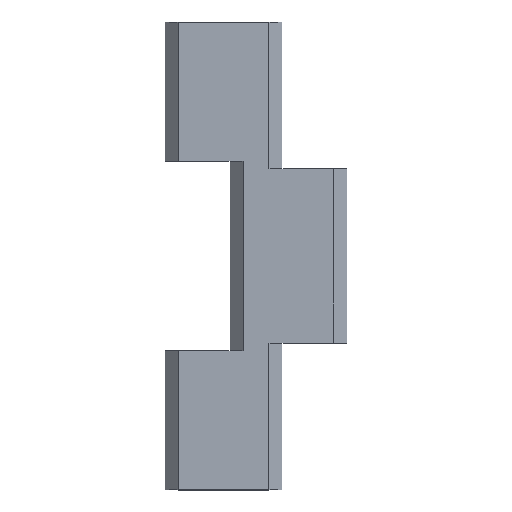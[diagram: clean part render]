
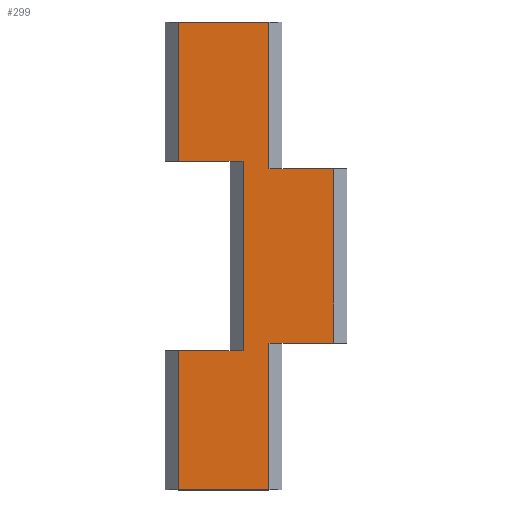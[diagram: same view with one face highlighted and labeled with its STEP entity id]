
A CAD part, top view. The second image highlights one B-rep face of the part: STEP entity #299.
In plain terms, the highlighted planar face has unit normal (0, 0, 1).
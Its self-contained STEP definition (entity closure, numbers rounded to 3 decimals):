
#32 = VERTEX_POINT('',#33);
#33 = CARTESIAN_POINT('',(1.,-18.,7.));
#39 = EDGE_CURVE('',#32,#40,#42,.T.);
#40 = VERTEX_POINT('',#41);
#41 = CARTESIAN_POINT('',(-6.,-18.,7.));
#42 = LINE('',#43,#44);
#43 = CARTESIAN_POINT('',(2.,-18.,7.));
#44 = VECTOR('',#45,1.);
#45 = DIRECTION('',(-1.,0.,0.));
#162 = VERTEX_POINT('',#163);
#163 = CARTESIAN_POINT('',(1.,-6.7,7.));
#169 = EDGE_CURVE('',#32,#162,#170,.T.);
#170 = LINE('',#171,#172);
#171 = CARTESIAN_POINT('',(1.,-18.,7.));
#172 = VECTOR('',#173,1.);
#173 = DIRECTION('',(0.,1.,0.));
#299 = ADVANCED_FACE('',(#300),#414,.F.);
#300 = FACE_BOUND('',#301,.F.);
#301 = EDGE_LOOP('',(#302,#303,#311,#319,#327,#335,#343,#351,#359,#367,
    #375,#383,#391,#399,#407,#413));
#302 = ORIENTED_EDGE('',*,*,#39,.T.);
#303 = ORIENTED_EDGE('',*,*,#304,.F.);
#304 = EDGE_CURVE('',#305,#40,#307,.T.);
#305 = VERTEX_POINT('',#306);
#306 = CARTESIAN_POINT('',(-6.,-7.3,7.));
#307 = LINE('',#308,#309);
#308 = CARTESIAN_POINT('',(-6.,-7.3,7.));
#309 = VECTOR('',#310,1.);
#310 = DIRECTION('',(0.,-1.,0.));
#311 = ORIENTED_EDGE('',*,*,#312,.F.);
#312 = EDGE_CURVE('',#313,#305,#315,.T.);
#313 = VERTEX_POINT('',#314);
#314 = CARTESIAN_POINT('',(-2.,-7.3,7.));
#315 = LINE('',#316,#317);
#316 = CARTESIAN_POINT('',(-2.,-7.3,7.));
#317 = VECTOR('',#318,1.);
#318 = DIRECTION('',(-1.,0.,0.));
#319 = ORIENTED_EDGE('',*,*,#320,.T.);
#320 = EDGE_CURVE('',#313,#321,#323,.T.);
#321 = VERTEX_POINT('',#322);
#322 = CARTESIAN_POINT('',(-1.,-7.3,7.));
#323 = LINE('',#324,#325);
#324 = CARTESIAN_POINT('',(-1.386,-7.3,7.));
#325 = VECTOR('',#326,1.);
#326 = DIRECTION('',(1.,0.,0.));
#327 = ORIENTED_EDGE('',*,*,#328,.F.);
#328 = EDGE_CURVE('',#329,#321,#331,.T.);
#329 = VERTEX_POINT('',#330);
#330 = CARTESIAN_POINT('',(-1.,7.3,7.));
#331 = LINE('',#332,#333);
#332 = CARTESIAN_POINT('',(-1.,7.3,7.));
#333 = VECTOR('',#334,1.);
#334 = DIRECTION('',(0.,-1.,0.));
#335 = ORIENTED_EDGE('',*,*,#336,.F.);
#336 = EDGE_CURVE('',#337,#329,#339,.T.);
#337 = VERTEX_POINT('',#338);
#338 = CARTESIAN_POINT('',(-2.,7.3,7.));
#339 = LINE('',#340,#341);
#340 = CARTESIAN_POINT('',(-3.886,7.3,7.));
#341 = VECTOR('',#342,1.);
#342 = DIRECTION('',(1.,0.,0.));
#343 = ORIENTED_EDGE('',*,*,#344,.F.);
#344 = EDGE_CURVE('',#345,#337,#347,.T.);
#345 = VERTEX_POINT('',#346);
#346 = CARTESIAN_POINT('',(-6.,7.3,7.));
#347 = LINE('',#348,#349);
#348 = CARTESIAN_POINT('',(-7.,7.3,7.));
#349 = VECTOR('',#350,1.);
#350 = DIRECTION('',(1.,0.,0.));
#351 = ORIENTED_EDGE('',*,*,#352,.F.);
#352 = EDGE_CURVE('',#353,#345,#355,.T.);
#353 = VERTEX_POINT('',#354);
#354 = CARTESIAN_POINT('',(-6.,18.,7.));
#355 = LINE('',#356,#357);
#356 = CARTESIAN_POINT('',(-6.,18.,7.));
#357 = VECTOR('',#358,1.);
#358 = DIRECTION('',(0.,-1.,0.));
#359 = ORIENTED_EDGE('',*,*,#360,.T.);
#360 = EDGE_CURVE('',#353,#361,#363,.T.);
#361 = VERTEX_POINT('',#362);
#362 = CARTESIAN_POINT('',(1.,18.,7.));
#363 = LINE('',#364,#365);
#364 = CARTESIAN_POINT('',(-7.,18.,7.));
#365 = VECTOR('',#366,1.);
#366 = DIRECTION('',(1.,0.,0.));
#367 = ORIENTED_EDGE('',*,*,#368,.F.);
#368 = EDGE_CURVE('',#369,#361,#371,.T.);
#369 = VERTEX_POINT('',#370);
#370 = CARTESIAN_POINT('',(1.,6.7,7.));
#371 = LINE('',#372,#373);
#372 = CARTESIAN_POINT('',(1.,6.7,7.));
#373 = VECTOR('',#374,1.);
#374 = DIRECTION('',(0.,1.,0.));
#375 = ORIENTED_EDGE('',*,*,#376,.F.);
#376 = EDGE_CURVE('',#377,#369,#379,.T.);
#377 = VERTEX_POINT('',#378);
#378 = CARTESIAN_POINT('',(2.,6.7,7.));
#379 = LINE('',#380,#381);
#380 = CARTESIAN_POINT('',(3.114,6.7,7.));
#381 = VECTOR('',#382,1.);
#382 = DIRECTION('',(-1.,0.,0.));
#383 = ORIENTED_EDGE('',*,*,#384,.F.);
#384 = EDGE_CURVE('',#385,#377,#387,.T.);
#385 = VERTEX_POINT('',#386);
#386 = CARTESIAN_POINT('',(6.,6.7,7.));
#387 = LINE('',#388,#389);
#388 = CARTESIAN_POINT('',(7.,6.7,7.));
#389 = VECTOR('',#390,1.);
#390 = DIRECTION('',(-1.,0.,0.));
#391 = ORIENTED_EDGE('',*,*,#392,.F.);
#392 = EDGE_CURVE('',#393,#385,#395,.T.);
#393 = VERTEX_POINT('',#394);
#394 = CARTESIAN_POINT('',(6.,-6.7,7.));
#395 = LINE('',#396,#397);
#396 = CARTESIAN_POINT('',(6.,-6.7,7.));
#397 = VECTOR('',#398,1.);
#398 = DIRECTION('',(0.,1.,0.));
#399 = ORIENTED_EDGE('',*,*,#400,.F.);
#400 = EDGE_CURVE('',#401,#393,#403,.T.);
#401 = VERTEX_POINT('',#402);
#402 = CARTESIAN_POINT('',(2.,-6.7,7.));
#403 = LINE('',#404,#405);
#404 = CARTESIAN_POINT('',(2.,-6.7,7.));
#405 = VECTOR('',#406,1.);
#406 = DIRECTION('',(1.,0.,0.));
#407 = ORIENTED_EDGE('',*,*,#408,.T.);
#408 = EDGE_CURVE('',#401,#162,#409,.T.);
#409 = LINE('',#410,#411);
#410 = CARTESIAN_POINT('',(0.614,-6.7,7.));
#411 = VECTOR('',#412,1.);
#412 = DIRECTION('',(-1.,0.,0.));
#413 = ORIENTED_EDGE('',*,*,#169,.F.);
#414 = PLANE('',#415);
#415 = AXIS2_PLACEMENT_3D('',#416,#417,#418);
#416 = CARTESIAN_POINT('',(-0.773,0.,7.));
#417 = DIRECTION('',(0.,0.,-1.));
#418 = DIRECTION('',(-1.,0.,0.));
